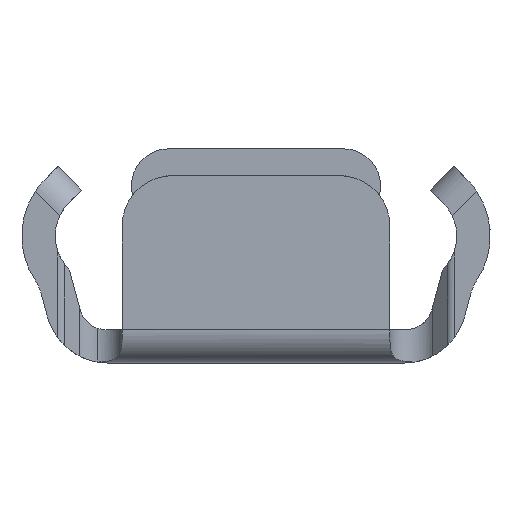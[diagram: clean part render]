
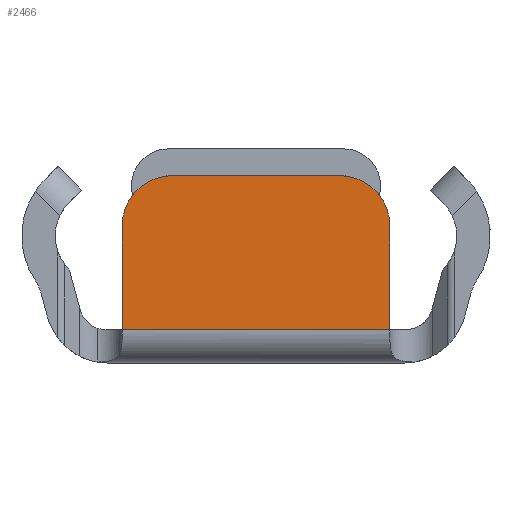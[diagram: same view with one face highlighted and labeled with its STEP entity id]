
A CAD part, left-side view. The second image highlights one B-rep face of the part: STEP entity #2466.
In plain terms, the highlighted planar face has unit normal (-1, 0, 0).
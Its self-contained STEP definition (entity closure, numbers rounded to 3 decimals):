
#36 = DIRECTION ( 'NONE',  ( 0., 0., -1. ) ) ;
#41 = EDGE_CURVE ( 'NONE', #998, #4056, #4067, .T. ) ;
#68 = CARTESIAN_POINT ( 'NONE',  ( 0., 4., 4.1 ) ) ;
#203 = AXIS2_PLACEMENT_3D ( 'NONE', #4162, #1257, #4608 ) ;
#317 = AXIS2_PLACEMENT_3D ( 'NONE', #5341, #3863, #36 ) ;
#370 = VERTEX_POINT ( 'NONE', #1746 ) ;
#424 = FACE_OUTER_BOUND ( 'NONE', #3680, .T. ) ;
#437 = EDGE_CURVE ( 'NONE', #4056, #5334, #3622, .T. ) ;
#899 = ORIENTED_EDGE ( 'NONE', *, *, #4962, .T. ) ;
#998 = VERTEX_POINT ( 'NONE', #2125 ) ;
#1088 = AXIS2_PLACEMENT_3D ( 'NONE', #4266, #4739, #2287 ) ;
#1136 = LINE ( 'NONE', #2573, #1142 ) ;
#1142 = VECTOR ( 'NONE', #2544, 1000. ) ;
#1247 = CARTESIAN_POINT ( 'NONE',  ( 0., -4., 4.1 ) ) ;
#1257 = DIRECTION ( 'NONE',  ( -1., 0., 0. ) ) ;
#1264 = VECTOR ( 'NONE', #1295, 1000. ) ;
#1295 = DIRECTION ( 'NONE',  ( 0., 0., -1. ) ) ;
#1746 = CARTESIAN_POINT ( 'NONE',  ( 0., -4., 1. ) ) ;
#1886 = PLANE ( 'NONE',  #317 ) ;
#2125 = CARTESIAN_POINT ( 'NONE',  ( 0., 2.5, 5.6 ) ) ;
#2146 = CARTESIAN_POINT ( 'NONE',  ( 0., 4., 1. ) ) ;
#2287 = DIRECTION ( 'NONE',  ( 0., 0., 1. ) ) ;
#2313 = EDGE_CURVE ( 'NONE', #370, #4951, #6197, .T. ) ;
#2317 = DIRECTION ( 'NONE',  ( 0., 1., 0. ) ) ;
#2466 = ADVANCED_FACE ( 'NONE', ( #424 ), #1886, .F. ) ;
#2544 = DIRECTION ( 'NONE',  ( 0., -1., 0. ) ) ;
#2573 = CARTESIAN_POINT ( 'NONE',  ( 0., -4.404, 1. ) ) ;
#2725 = LINE ( 'NONE', #6167, #2974 ) ;
#2974 = VECTOR ( 'NONE', #2317, 1000. ) ;
#3064 = EDGE_CURVE ( 'NONE', #5334, #370, #1136, .T. ) ;
#3072 = ORIENTED_EDGE ( 'NONE', *, *, #3064, .T. ) ;
#3264 = VERTEX_POINT ( 'NONE', #5930 ) ;
#3541 = CIRCLE ( 'NONE', #1088, 1.5 ) ;
#3622 = LINE ( 'NONE', #5675, #1264 ) ;
#3680 = EDGE_LOOP ( 'NONE', ( #4682, #3072, #4136, #899, #6201, #5916 ) ) ;
#3863 = DIRECTION ( 'NONE',  ( 1., 0., 0. ) ) ;
#3922 = EDGE_CURVE ( 'NONE', #3264, #998, #2725, .T. ) ;
#4056 = VERTEX_POINT ( 'NONE', #68 ) ;
#4067 = CIRCLE ( 'NONE', #203, 1.5 ) ;
#4136 = ORIENTED_EDGE ( 'NONE', *, *, #2313, .T. ) ;
#4162 = CARTESIAN_POINT ( 'NONE',  ( 0., 2.5, 4.1 ) ) ;
#4266 = CARTESIAN_POINT ( 'NONE',  ( 0., -2.5, 4.1 ) ) ;
#4608 = DIRECTION ( 'NONE',  ( 0., 0., 1. ) ) ;
#4682 = ORIENTED_EDGE ( 'NONE', *, *, #437, .T. ) ;
#4693 = DIRECTION ( 'NONE',  ( 0., 0., 1. ) ) ;
#4739 = DIRECTION ( 'NONE',  ( -1., 0., 0. ) ) ;
#4951 = VERTEX_POINT ( 'NONE', #5668 ) ;
#4962 = EDGE_CURVE ( 'NONE', #4951, #3264, #3541, .T. ) ;
#5334 = VERTEX_POINT ( 'NONE', #2146 ) ;
#5341 = CARTESIAN_POINT ( 'NONE',  ( 0., -4.404, 1.9 ) ) ;
#5668 = CARTESIAN_POINT ( 'NONE',  ( 0., -4., 4.1 ) ) ;
#5675 = CARTESIAN_POINT ( 'NONE',  ( 0., 4., 4.1 ) ) ;
#5772 = VECTOR ( 'NONE', #4693, 1000. ) ;
#5916 = ORIENTED_EDGE ( 'NONE', *, *, #41, .T. ) ;
#5930 = CARTESIAN_POINT ( 'NONE',  ( 0., -2.5, 5.6 ) ) ;
#6167 = CARTESIAN_POINT ( 'NONE',  ( 0., 0., 5.6 ) ) ;
#6197 = LINE ( 'NONE', #1247, #5772 ) ;
#6201 = ORIENTED_EDGE ( 'NONE', *, *, #3922, .T. ) ;
